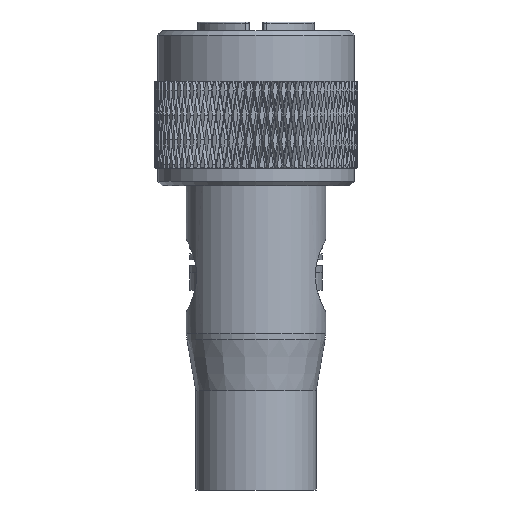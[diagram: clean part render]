
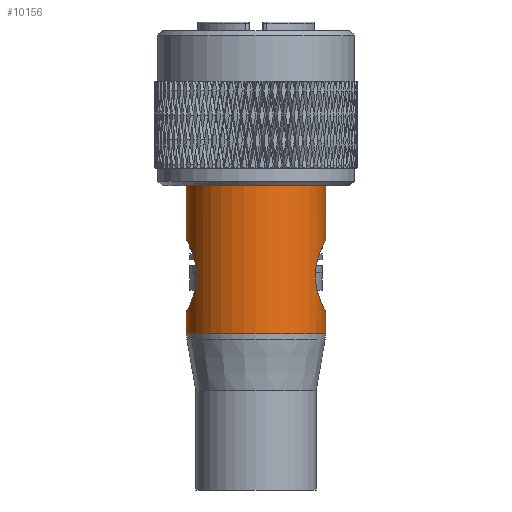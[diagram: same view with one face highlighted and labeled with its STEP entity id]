
A CAD part, front view. The second image highlights one B-rep face of the part: STEP entity #10156.
In plain terms, the highlighted cylindrical face has radius 4.8 mm (diameter 9.6 mm), a partial arc.
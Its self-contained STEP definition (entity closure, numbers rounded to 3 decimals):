
#9730=CARTESIAN_POINT('',(0.,5.,0.));
#9731=DIRECTION('',(0.,-1.,0.));
#9732=DIRECTION('',(-1.,0.,0.));
#9733=AXIS2_PLACEMENT_3D('',#9730,#9731,#9732);
#9735=CARTESIAN_POINT('',(4.8,14.5,0.));
#9736=CARTESIAN_POINT('',(4.8,14.5,-0.151));
#9737=CARTESIAN_POINT('',(4.786,14.473,
-0.451));
#9738=CARTESIAN_POINT('',(4.722,14.348,
-0.899));
#9739=CARTESIAN_POINT('',(4.624,14.145,-1.311));
#9740=CARTESIAN_POINT('',(4.5,13.867,-1.684));
#9741=CARTESIAN_POINT('',(4.368,13.527,-1.997));
#9742=CARTESIAN_POINT('',(4.245,13.131,-2.246));
#9743=CARTESIAN_POINT('',(4.151,12.707,-2.412));
#9744=CARTESIAN_POINT('',(4.098,12.258,-2.5));
#9745=CARTESIAN_POINT('',(4.094,11.815,-2.506));
#9746=CARTESIAN_POINT('',(4.138,11.37,-2.433));
#9747=CARTESIAN_POINT('',(4.226,10.938,-2.279));
#9748=CARTESIAN_POINT('',(4.352,10.519,-2.034));
#9749=CARTESIAN_POINT('',(4.49,10.156,-1.711));
#9750=CARTESIAN_POINT('',(4.62,9.862,-1.324));
#9751=CARTESIAN_POINT('',(4.722,9.651,
-0.899));
#9752=CARTESIAN_POINT('',(4.787,9.525,
-0.443));
#9753=CARTESIAN_POINT('',(4.8,9.5,-0.147));
#9754=CARTESIAN_POINT('',(4.8,9.5,0.));
#9756=CARTESIAN_POINT('',(0.,16.,0.));
#9757=DIRECTION('',(0.,-1.,0.));
#9758=DIRECTION('',(-1.,0.,0.));
#9759=AXIS2_PLACEMENT_3D('',#9756,#9757,#9758);
#9761=CARTESIAN_POINT('',(-4.8,9.5,0.));
#9762=CARTESIAN_POINT('',(-4.8,9.5,-0.147));
#9763=CARTESIAN_POINT('',(-4.787,9.525,
-0.443));
#9764=CARTESIAN_POINT('',(-4.722,9.651,
-0.898));
#9765=CARTESIAN_POINT('',(-4.62,9.862,
-1.324));
#9766=CARTESIAN_POINT('',(-4.49,10.155,
-1.711));
#9767=CARTESIAN_POINT('',(-4.352,10.519,
-2.033));
#9768=CARTESIAN_POINT('',(-4.226,10.937,
-2.279));
#9769=CARTESIAN_POINT('',(-4.138,11.369,
-2.433));
#9770=CARTESIAN_POINT('',(-4.094,11.814,
-2.506));
#9771=CARTESIAN_POINT('',(-4.097,12.257,
-2.5));
#9772=CARTESIAN_POINT('',(-4.15,12.706,
-2.413));
#9773=CARTESIAN_POINT('',(-4.244,13.13,
-2.246));
#9774=CARTESIAN_POINT('',(-4.368,13.527,
-1.998));
#9775=CARTESIAN_POINT('',(-4.5,13.867,
-1.684));
#9776=CARTESIAN_POINT('',(-4.624,14.145,
-1.311));
#9777=CARTESIAN_POINT('',(-4.722,14.348,
-0.899));
#9778=CARTESIAN_POINT('',(-4.786,14.473,
-0.451));
#9779=CARTESIAN_POINT('',(-4.8,14.5,-0.151));
#9780=CARTESIAN_POINT('',(-4.8,14.5,0.));
#9787=DIRECTION('',(0.,-1.,0.));
#9788=VECTOR('',#9787,4.5);
#9789=CARTESIAN_POINT('',(-4.8,9.5,0.));
#9790=LINE('',#9789,#9788);
#9812=DIRECTION('',(0.,-1.,0.));
#9813=VECTOR('',#9812,1.5);
#9814=CARTESIAN_POINT('',(-4.8,16.,0.));
#9815=LINE('',#9814,#9813);
#9821=DIRECTION('',(0.,-1.,0.));
#9822=VECTOR('',#9821,1.5);
#9823=CARTESIAN_POINT('',(4.8,16.,0.));
#9824=LINE('',#9823,#9822);
#9846=DIRECTION('',(0.,-1.,0.));
#9847=VECTOR('',#9846,4.5);
#9848=CARTESIAN_POINT('',(4.8,9.5,0.));
#9849=LINE('',#9848,#9847);
#9986=CARTESIAN_POINT('',(-4.8,16.,0.));
#9987=VERTEX_POINT('',#9986);
#10002=CARTESIAN_POINT('',(4.8,16.,0.));
#10003=VERTEX_POINT('',#10002);
#10008=VERTEX_POINT('',#9761);
#10009=VERTEX_POINT('',#9780);
#10010=VERTEX_POINT('',#9735);
#10011=VERTEX_POINT('',#9754);
#10016=CARTESIAN_POINT('',(-4.8,5.,0.));
#10017=CARTESIAN_POINT('',(4.8,5.,0.));
#10018=VERTEX_POINT('',#10016);
#10019=VERTEX_POINT('',#10017);
#10136=CARTESIAN_POINT('',(0.,28.116,0.));
#10137=DIRECTION('',(0.,-1.,0.));
#10138=DIRECTION('',(-1.,0.,0.));
#10139=AXIS2_PLACEMENT_3D('',#10136,#10137,#10138);
#10140=CYLINDRICAL_SURFACE('',#10139,4.8);
#10141=ORIENTED_EDGE('',*,*,#10049,.T.);
#10143=ORIENTED_EDGE('',*,*,#10142,.F.);
#10144=ORIENTED_EDGE('',*,*,#10130,.F.);
#10146=ORIENTED_EDGE('',*,*,#10145,.F.);
#10148=ORIENTED_EDGE('',*,*,#10147,.F.);
#10150=ORIENTED_EDGE('',*,*,#10149,.T.);
#10151=ORIENTED_EDGE('',*,*,#10117,.F.);
#10153=ORIENTED_EDGE('',*,*,#10152,.T.);
#10154=EDGE_LOOP('',(#10141,#10143,#10144,#10146,#10148,#10150,#10151,#10153));
#10155=FACE_OUTER_BOUND('',#10154,.F.);
#9734=CIRCLE('',#9733,4.8);
#9755=B_SPLINE_CURVE_WITH_KNOTS('',3,(#9735,#9736,#9737,#9738,#9739,#9740,#9741,
#9742,#9743,#9744,#9745,#9746,#9747,#9748,#9749,#9750,#9751,#9752,#9753,#9754),
.UNSPECIFIED.,.F.,.F.,(4,1,1,1,1,1,1,1,1,1,1,1,1,1,1,1,1,4),(0.,
0.059,0.118,0.176,0.235,
0.294,0.353,0.412,0.471,
0.529,0.588,0.647,0.706,
0.765,0.824,0.882,0.941,1.),
.UNSPECIFIED.);
#9760=CIRCLE('',#9759,4.8);
#9781=B_SPLINE_CURVE_WITH_KNOTS('',3,(#9761,#9762,#9763,#9764,#9765,#9766,#9767,
#9768,#9769,#9770,#9771,#9772,#9773,#9774,#9775,#9776,#9777,#9778,#9779,#9780),
.UNSPECIFIED.,.F.,.F.,(4,1,1,1,1,1,1,1,1,1,1,1,1,1,1,1,1,4),(0.,
0.059,0.118,0.176,0.235,
0.294,0.353,0.412,0.471,
0.529,0.588,0.647,0.706,
0.765,0.824,0.882,0.941,1.),
.UNSPECIFIED.);
#10049=EDGE_CURVE('',#10018,#10019,#9734,.T.);
#10117=EDGE_CURVE('',#10008,#10009,#9781,.T.);
#10130=EDGE_CURVE('',#10010,#10011,#9755,.T.);
#10142=EDGE_CURVE('',#10011,#10019,#9849,.T.);
#10145=EDGE_CURVE('',#10003,#10010,#9824,.T.);
#10147=EDGE_CURVE('',#9987,#10003,#9760,.T.);
#10149=EDGE_CURVE('',#9987,#10009,#9815,.T.);
#10152=EDGE_CURVE('',#10008,#10018,#9790,.T.);
#10156=ADVANCED_FACE('',(#10155),#10140,.T.);
